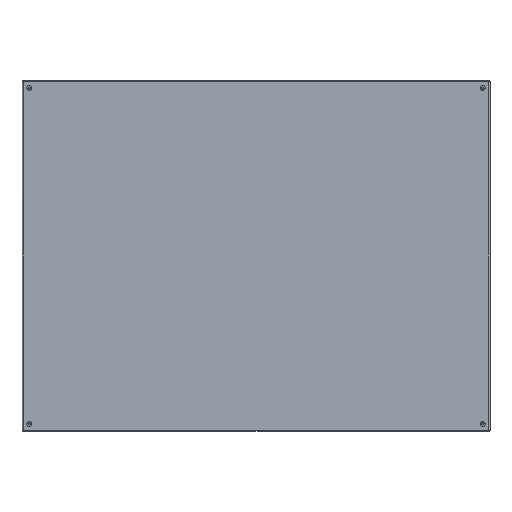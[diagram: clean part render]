
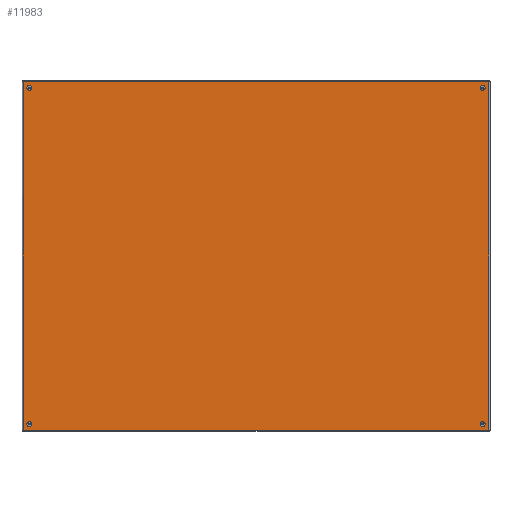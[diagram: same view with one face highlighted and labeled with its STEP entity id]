
A CAD part, left-side view. The second image highlights one B-rep face of the part: STEP entity #11983.
In plain terms, the highlighted face is planar.
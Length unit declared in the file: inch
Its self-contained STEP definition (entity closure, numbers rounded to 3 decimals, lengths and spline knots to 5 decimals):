
#588 = EDGE_LOOP ( 'NONE', ( #58293, #65077 ) ) ;
#1634 = AXIS2_PLACEMENT_3D ( 'NONE', #38097, #85336, #38388 ) ;
#2456 = CARTESIAN_POINT ( 'NONE',  ( 17.25, 0., 23.25 ) ) ;
#3624 = VECTOR ( 'NONE', #52603, 39.37008 ) ;
#4159 = ORIENTED_EDGE ( 'NONE', *, *, #31569, .F. ) ;
#4503 = CARTESIAN_POINT ( 'NONE',  ( 17.928, 0., -23.928 ) ) ;
#5360 = PLANE ( 'NONE',  #59537 ) ;
#7904 = ORIENTED_EDGE ( 'NONE', *, *, #39698, .F. ) ;
#8784 = CARTESIAN_POINT ( 'NONE',  ( 17.25, 0., 23.25 ) ) ;
#9426 = EDGE_CURVE ( 'NONE', #86568, #21099, #29665, .T. ) ;
#10480 = CARTESIAN_POINT ( 'NONE',  ( -17.25, 0., -23.25 ) ) ;
#11131 = LINE ( 'NONE', #22945, #80876 ) ;
#11229 = DIRECTION ( 'NONE',  ( -1., 0., 0. ) ) ;
#11983 = ADVANCED_FACE ( 'NONE', ( #66883, #35169, #75383, #17256, #67990 ), #5360, .F. ) ;
#12434 = CARTESIAN_POINT ( 'NONE',  ( -17.5, 0., -23.25 ) ) ;
#14069 = CIRCLE ( 'NONE', #38420, 0.25 ) ;
#15616 = CARTESIAN_POINT ( 'NONE',  ( 17.892, 0., 23.892 ) ) ;
#16981 = CARTESIAN_POINT ( 'NONE',  ( 17.25, 0., -23.25 ) ) ;
#17256 = FACE_BOUND ( 'NONE', #56383, .T. ) ;
#17258 = DIRECTION ( 'NONE',  ( 0., 1., 0. ) ) ;
#18457 = LINE ( 'NONE', #45228, #3624 ) ;
#20340 = ORIENTED_EDGE ( 'NONE', *, *, #24629, .F. ) ;
#21099 = VERTEX_POINT ( 'NONE', #12434 ) ;
#21275 = DIRECTION ( 'NONE',  ( -1., 0., 0. ) ) ;
#21876 = EDGE_CURVE ( 'NONE', #32133, #46439, #85164, .T. ) ;
#22945 = CARTESIAN_POINT ( 'NONE',  ( 17.892, 0., -23.928 ) ) ;
#23786 = DIRECTION ( 'NONE',  ( 0., 0., 1. ) ) ;
#24629 = EDGE_CURVE ( 'NONE', #72364, #32876, #41321, .T. ) ;
#24648 = EDGE_CURVE ( 'NONE', #74642, #49554, #68744, .T. ) ;
#24929 = CARTESIAN_POINT ( 'NONE',  ( -17., 0., -23.25 ) ) ;
#24985 = EDGE_CURVE ( 'NONE', #32876, #72364, #58068, .T. ) ;
#25091 = EDGE_LOOP ( 'NONE', ( #74502, #51994 ) ) ;
#25127 = AXIS2_PLACEMENT_3D ( 'NONE', #8784, #69633, #21275 ) ;
#25964 = CARTESIAN_POINT ( 'NONE',  ( -17.892, 0., -23.892 ) ) ;
#29427 = LINE ( 'NONE', #35977, #84440 ) ;
#29665 = CIRCLE ( 'NONE', #42869, 0.25 ) ;
#29911 = CIRCLE ( 'NONE', #1634, 0.25 ) ;
#31569 = EDGE_CURVE ( 'NONE', #49554, #36686, #18457, .T. ) ;
#32133 = VERTEX_POINT ( 'NONE', #58708 ) ;
#32758 = CARTESIAN_POINT ( 'NONE',  ( 17.25, 0., -23.25 ) ) ;
#32876 = VERTEX_POINT ( 'NONE', #49471 ) ;
#33418 = ORIENTED_EDGE ( 'NONE', *, *, #24985, .F. ) ;
#35169 = FACE_OUTER_BOUND ( 'NONE', #86828, .T. ) ;
#35497 = ORIENTED_EDGE ( 'NONE', *, *, #42069, .F. ) ;
#35977 = CARTESIAN_POINT ( 'NONE',  ( 17.928, 0., 23.892 ) ) ;
#36364 = CARTESIAN_POINT ( 'NONE',  ( -17., 0., 23.25 ) ) ;
#36635 = AXIS2_PLACEMENT_3D ( 'NONE', #16981, #17258, #73063 ) ;
#36686 = VERTEX_POINT ( 'NONE', #44554 ) ;
#37892 = CARTESIAN_POINT ( 'NONE',  ( -17.25, 0., -23.25 ) ) ;
#38097 = CARTESIAN_POINT ( 'NONE',  ( -17.25, 0., 23.25 ) ) ;
#38347 = EDGE_CURVE ( 'NONE', #59206, #38816, #85340, .T. ) ;
#38388 = DIRECTION ( 'NONE',  ( -1., 0., 0. ) ) ;
#38420 = AXIS2_PLACEMENT_3D ( 'NONE', #37892, #57716, #44742 ) ;
#38505 = CARTESIAN_POINT ( 'NONE',  ( -17.892, 0., 23.892 ) ) ;
#38816 = VERTEX_POINT ( 'NONE', #79896 ) ;
#39698 = EDGE_CURVE ( 'NONE', #36686, #41158, #11131, .T. ) ;
#41158 = VERTEX_POINT ( 'NONE', #15616 ) ;
#41321 = CIRCLE ( 'NONE', #58541, 0.25 ) ;
#42069 = EDGE_CURVE ( 'NONE', #46439, #32133, #73597, .T. ) ;
#42869 = AXIS2_PLACEMENT_3D ( 'NONE', #10480, #64505, #70417 ) ;
#44554 = CARTESIAN_POINT ( 'NONE',  ( 17.892, 0., -23.892 ) ) ;
#44742 = DIRECTION ( 'NONE',  ( -1., 0., 0. ) ) ;
#45228 = CARTESIAN_POINT ( 'NONE',  ( 17.928, 0., -23.892 ) ) ;
#45865 = DIRECTION ( 'NONE',  ( 1., 0., 0. ) ) ;
#46439 = VERTEX_POINT ( 'NONE', #78432 ) ;
#49471 = CARTESIAN_POINT ( 'NONE',  ( 17., 0., 23.25 ) ) ;
#49554 = VERTEX_POINT ( 'NONE', #25964 ) ;
#49746 = DIRECTION ( 'NONE',  ( -1., 0., 0. ) ) ;
#51994 = ORIENTED_EDGE ( 'NONE', *, *, #38347, .F. ) ;
#52603 = DIRECTION ( 'NONE',  ( 1., 0., 0. ) ) ;
#55410 = ORIENTED_EDGE ( 'NONE', *, *, #81976, .F. ) ;
#55467 = AXIS2_PLACEMENT_3D ( 'NONE', #32758, #66491, #60624 ) ;
#56269 = DIRECTION ( 'NONE',  ( 0., 1., 0. ) ) ;
#56383 = EDGE_LOOP ( 'NONE', ( #33418, #20340 ) ) ;
#57716 = DIRECTION ( 'NONE',  ( 0., 1., 0. ) ) ;
#58068 = CIRCLE ( 'NONE', #25127, 0.25 ) ;
#58187 = DIRECTION ( 'NONE',  ( 0., 1., 0. ) ) ;
#58293 = ORIENTED_EDGE ( 'NONE', *, *, #84811, .F. ) ;
#58298 = DIRECTION ( 'NONE',  ( 0., -1., 0. ) ) ;
#58541 = AXIS2_PLACEMENT_3D ( 'NONE', #2456, #56269, #49746 ) ;
#58708 = CARTESIAN_POINT ( 'NONE',  ( 17., 0., -23.25 ) ) ;
#59206 = VERTEX_POINT ( 'NONE', #36364 ) ;
#59537 = AXIS2_PLACEMENT_3D ( 'NONE', #4503, #58298, #45865 ) ;
#60624 = DIRECTION ( 'NONE',  ( -1., 0., 0. ) ) ;
#64505 = DIRECTION ( 'NONE',  ( 0., 1., 0. ) ) ;
#64753 = EDGE_CURVE ( 'NONE', #38816, #59206, #29911, .T. ) ;
#65077 = ORIENTED_EDGE ( 'NONE', *, *, #9426, .F. ) ;
#66491 = DIRECTION ( 'NONE',  ( 0., 1., 0. ) ) ;
#66883 = FACE_BOUND ( 'NONE', #72527, .T. ) ;
#67990 = FACE_BOUND ( 'NONE', #25091, .T. ) ;
#68744 = LINE ( 'NONE', #76903, #76104 ) ;
#69633 = DIRECTION ( 'NONE',  ( 0., 1., 0. ) ) ;
#69839 = DIRECTION ( 'NONE',  ( 0., 0., -1. ) ) ;
#69959 = DIRECTION ( 'NONE',  ( -1., 0., 0. ) ) ;
#70417 = DIRECTION ( 'NONE',  ( -1., 0., 0. ) ) ;
#72028 = CARTESIAN_POINT ( 'NONE',  ( -17.25, 0., 23.25 ) ) ;
#72364 = VERTEX_POINT ( 'NONE', #86306 ) ;
#72527 = EDGE_LOOP ( 'NONE', ( #75049, #35497 ) ) ;
#73063 = DIRECTION ( 'NONE',  ( -1., 0., 0. ) ) ;
#73597 = CIRCLE ( 'NONE', #55467, 0.25 ) ;
#74502 = ORIENTED_EDGE ( 'NONE', *, *, #64753, .F. ) ;
#74642 = VERTEX_POINT ( 'NONE', #38505 ) ;
#75049 = ORIENTED_EDGE ( 'NONE', *, *, #21876, .F. ) ;
#75383 = FACE_BOUND ( 'NONE', #588, .T. ) ;
#76104 = VECTOR ( 'NONE', #69839, 39.37008 ) ;
#76903 = CARTESIAN_POINT ( 'NONE',  ( -17.892, 0., -23.928 ) ) ;
#77157 = AXIS2_PLACEMENT_3D ( 'NONE', #72028, #58187, #11229 ) ;
#78151 = ORIENTED_EDGE ( 'NONE', *, *, #24648, .F. ) ;
#78432 = CARTESIAN_POINT ( 'NONE',  ( 17.5, 0., -23.25 ) ) ;
#79896 = CARTESIAN_POINT ( 'NONE',  ( -17.5, 0., 23.25 ) ) ;
#80876 = VECTOR ( 'NONE', #23786, 39.37008 ) ;
#81976 = EDGE_CURVE ( 'NONE', #41158, #74642, #29427, .T. ) ;
#84440 = VECTOR ( 'NONE', #69959, 39.37008 ) ;
#84811 = EDGE_CURVE ( 'NONE', #21099, #86568, #14069, .T. ) ;
#85164 = CIRCLE ( 'NONE', #36635, 0.25 ) ;
#85336 = DIRECTION ( 'NONE',  ( 0., 1., 0. ) ) ;
#85340 = CIRCLE ( 'NONE', #77157, 0.25 ) ;
#86306 = CARTESIAN_POINT ( 'NONE',  ( 17.5, 0., 23.25 ) ) ;
#86568 = VERTEX_POINT ( 'NONE', #24929 ) ;
#86828 = EDGE_LOOP ( 'NONE', ( #7904, #4159, #78151, #55410 ) ) ;
